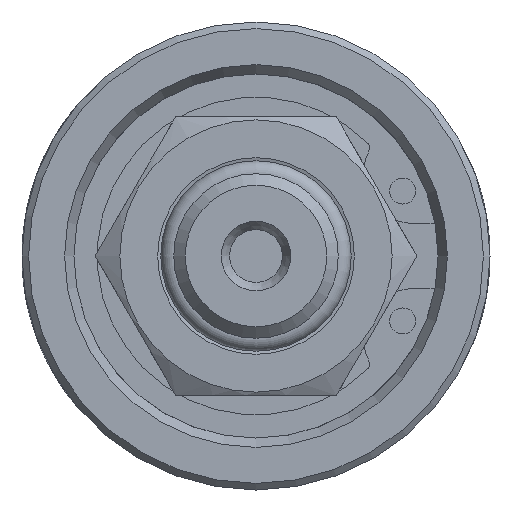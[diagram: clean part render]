
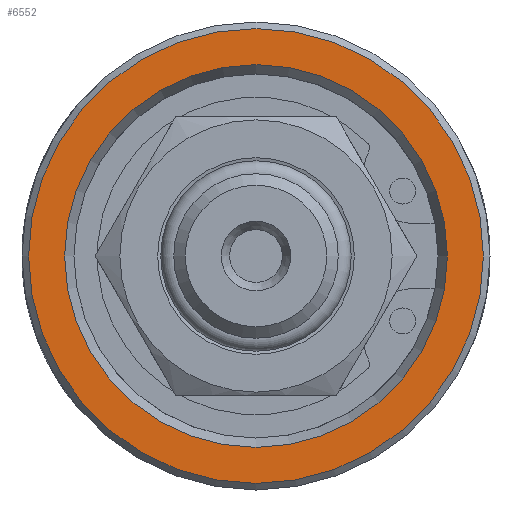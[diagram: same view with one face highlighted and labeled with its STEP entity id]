
A CAD part, left-side view. The second image highlights one B-rep face of the part: STEP entity #6552.
In plain terms, the highlighted planar face has unit normal (-1, 0, 0).
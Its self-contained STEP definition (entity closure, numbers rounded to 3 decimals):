
#74=FACE_BOUND('',#2280,.T.);
#1870=FACE_OUTER_BOUND('',#2279,.T.);
#2279=EDGE_LOOP('',(#6059));
#2280=EDGE_LOOP('',(#6060,#6061));
#2514=CIRCLE('',#7016,13.785);
#2515=CIRCLE('',#7018,11.6);
#2516=CIRCLE('',#7019,11.6);
#3167=VERTEX_POINT('',#54913);
#3168=VERTEX_POINT('',#54917);
#3169=VERTEX_POINT('',#54918);
#4135=EDGE_CURVE('',#3167,#3167,#2514,.T.);
#4136=EDGE_CURVE('',#3168,#3169,#2515,.T.);
#4137=EDGE_CURVE('',#3169,#3168,#2516,.T.);
#6059=ORIENTED_EDGE('',*,*,#4135,.F.);
#6060=ORIENTED_EDGE('',*,*,#4136,.T.);
#6061=ORIENTED_EDGE('',*,*,#4137,.T.);
#6190=PLANE('',#7017);
#6552=ADVANCED_FACE('',(#1870,#74),#6190,.T.);
#7016=AXIS2_PLACEMENT_3D('',#54915,#8264,#8265);
#7017=AXIS2_PLACEMENT_3D('',#54916,#8266,#8267);
#7018=AXIS2_PLACEMENT_3D('',#54919,#8268,#8269);
#7019=AXIS2_PLACEMENT_3D('',#54920,#8270,#8271);
#8264=DIRECTION('center_axis',(1.,0.,0.));
#8265=DIRECTION('ref_axis',(0.,-1.,0.));
#8266=DIRECTION('center_axis',(-1.,0.,0.));
#8267=DIRECTION('ref_axis',(0.,0.,1.));
#8268=DIRECTION('center_axis',(1.,0.,0.));
#8269=DIRECTION('ref_axis',(0.,1.,0.));
#8270=DIRECTION('center_axis',(1.,0.,0.));
#8271=DIRECTION('ref_axis',(0.,1.,0.));
#54913=CARTESIAN_POINT('',(0.,13.785,0.));
#54915=CARTESIAN_POINT('Origin',(0.,0.,0.));
#54916=CARTESIAN_POINT('Origin',(0.,7.093,0.));
#54917=CARTESIAN_POINT('',(0.,11.6,0.));
#54918=CARTESIAN_POINT('',(0.,-11.6,0.));
#54919=CARTESIAN_POINT('Origin',(0.,0.,0.));
#54920=CARTESIAN_POINT('Origin',(0.,0.,0.));
